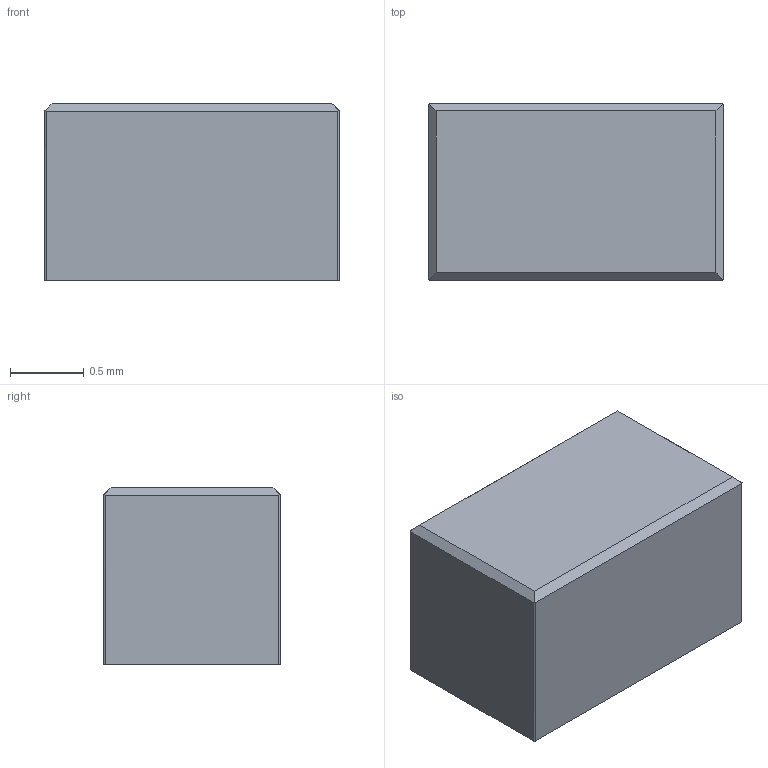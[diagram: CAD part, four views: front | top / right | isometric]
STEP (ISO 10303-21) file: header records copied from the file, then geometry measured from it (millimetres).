
FILE_DESCRIPTION (( 'STEP AP214' ), '1' );
FILE_NAME ('Choke.stl.STEP', '2020-10-14T00:15:35', ( '' ), ( '' ), 'SwSTEP 2.0', 'SolidWorks 2019', '' );
FILE_SCHEMA (( 'AUTOMOTIVE_DESIGN' ));
Length unit declared in the file: centimetre
Products named in the file (1): Choke.stl
Bounding box: 2 x 1.2 x 1.2 mm (x, y, z)
Volume: 2.9 mm3; surface area: 12.3 mm2
Topology: 1 solids, 1 shells, 14 faces, 36 edges, 24 vertices
Faces by surface type: plane 10, cylinder 4
Entity records: 458 total; most frequent: CARTESIAN_POINT 99, ORIENTED_EDGE 72, DIRECTION 62, EDGE_CURVE 36, VERTEX_POINT 24, VECTOR 24, LINE 24, AXIS2_PLACEMENT_3D 19
